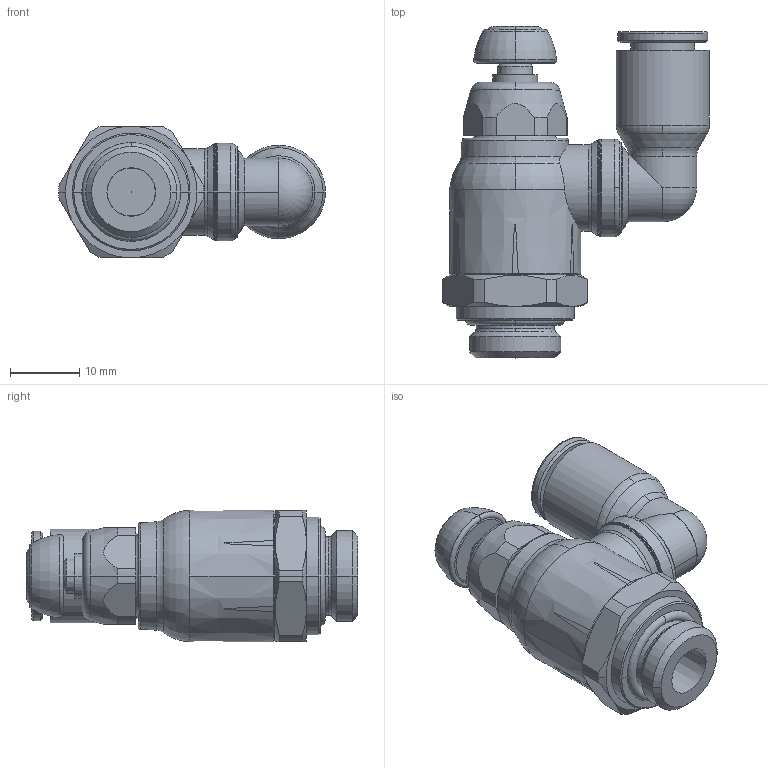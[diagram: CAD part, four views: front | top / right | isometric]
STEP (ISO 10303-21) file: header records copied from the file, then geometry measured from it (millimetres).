
FILE_DESCRIPTION(('STEP AP214'),'1');
FILE_NAME('7040_08_13.stp','2016-07-07T14:14:17',('TraceParts'),('TraceParts S.A.'),'Spatial InterOp 3D',' ',' ');
FILE_SCHEMA(('automotive_design'));
Length unit declared in the file: millimetre
Products named in the file (1): 1
Bounding box: 38.6 x 48 x 19 mm (x, y, z)
Volume: 13109 mm3; surface area: 4965.2 mm2
Topology: 1 solids, 2 shells, 213 faces, 531 edges, 329 vertices
Faces by surface type: cone 82, torus 48, cylinder 44, plane 35, revolution 4
Entity records: 6707 total; most frequent: CARTESIAN_POINT 1602, DIRECTION 1192, ORIENTED_EDGE 1034, AXIS2_PLACEMENT_3D 521, EDGE_CURVE 517, VERTEX_POINT 323, CIRCLE 315, EDGE_LOOP 222
